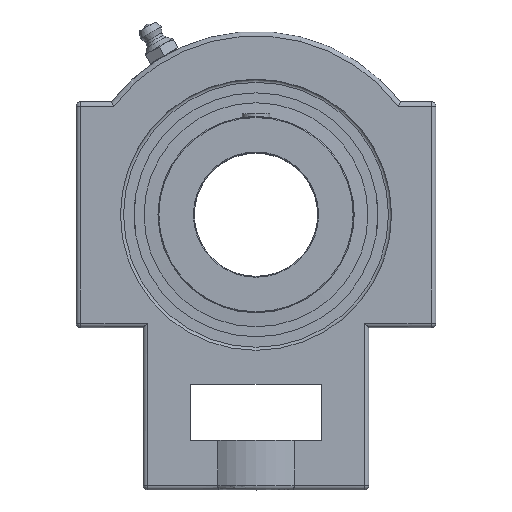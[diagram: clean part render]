
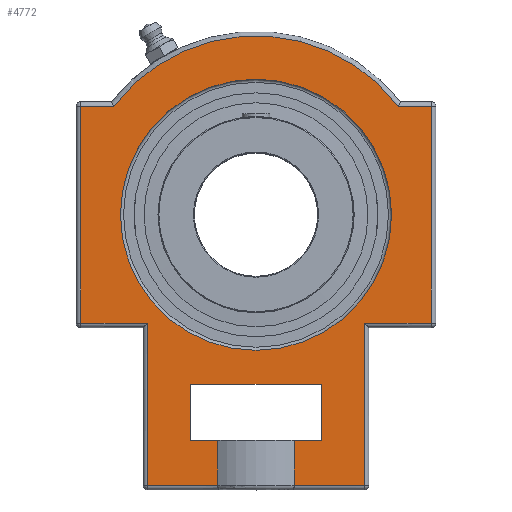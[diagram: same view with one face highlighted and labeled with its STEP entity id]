
A CAD part, top view. The second image highlights one B-rep face of the part: STEP entity #4772.
In plain terms, the highlighted face is planar.
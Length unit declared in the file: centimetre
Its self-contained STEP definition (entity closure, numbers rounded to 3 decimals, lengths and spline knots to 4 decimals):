
#777=CARTESIAN_POINT('',(0.,-3.8451,-1.5));
#778=VERTEX_POINT('',#777);
#788=CARTESIAN_POINT('',(0.,0.,-1.5));
#789=DIRECTION('',(0.,-0.,1.));
#790=DIRECTION('',(0.,1.,0.));
#791=AXIS2_PLACEMENT_3D('',#788,#789,#790);
#792=CIRCLE('',#791,3.8451);
#793=EDGE_CURVE('',#778,#778,#792,.T.);
#3490=CARTESIAN_POINT('',(-3.073,-7.673,-1.5));
#3491=VERTEX_POINT('',#3490);
#3516=CARTESIAN_POINT('',(3.073,-7.673,-1.5));
#3517=VERTEX_POINT('',#3516);
#3558=CARTESIAN_POINT('',(3.073,-3.073,-1.5));
#3559=VERTEX_POINT('',#3558);
#3560=CARTESIAN_POINT('',(3.073,-7.9397,-1.5));
#3561=DIRECTION('',(0.,1.,0.));
#3562=VECTOR('',#3561,13.2794);
#3563=LINE('',#3560,#3562);
#3564=EDGE_CURVE('',#3517,#3559,#3563,.T.);
#3592=CARTESIAN_POINT('',(-4.973,-3.073,-1.5));
#3593=VERTEX_POINT('',#3592);
#3618=CARTESIAN_POINT('',(4.973,-3.073,-1.5));
#3619=VERTEX_POINT('',#3618);
#3662=CARTESIAN_POINT('',(-4.973,3.073,-1.5));
#3663=VERTEX_POINT('',#3662);
#3688=CARTESIAN_POINT('',(4.973,3.073,-1.5));
#3689=VERTEX_POINT('',#3688);
#3730=CARTESIAN_POINT('',(4.0363,3.073,-1.5));
#3731=VERTEX_POINT('',#3730);
#3732=CARTESIAN_POINT('',(5.2397,3.073,-1.5));
#3733=DIRECTION('',(-1.,0.,0.));
#3734=VECTOR('',#3733,10.4794);
#3735=LINE('',#3732,#3734);
#3736=EDGE_CURVE('',#3689,#3731,#3735,.T.);
#3763=CARTESIAN_POINT('',(-4.0363,3.073,-1.5));
#3764=VERTEX_POINT('',#3763);
#3765=CARTESIAN_POINT('',(0.,0.,-1.5));
#3766=DIRECTION('',(0.,0.,1.));
#3767=DIRECTION('',(-0.,1.,0.));
#3768=AXIS2_PLACEMENT_3D('',#3765,#3766,#3767);
#3769=CIRCLE('',#3768,5.073);
#3770=EDGE_CURVE('',#3731,#3764,#3769,.T.);
#3807=CARTESIAN_POINT('',(5.2397,3.073,-1.5));
#3808=DIRECTION('',(-1.,0.,0.));
#3809=VECTOR('',#3808,10.4794);
#3810=LINE('',#3807,#3809);
#3811=EDGE_CURVE('',#3764,#3663,#3810,.T.);
#3869=CARTESIAN_POINT('',(4.973,-3.3676,-1.5));
#3870=DIRECTION('',(0.,1.,0.));
#3871=VECTOR('',#3870,6.7353);
#3872=LINE('',#3869,#3871);
#3873=EDGE_CURVE('',#3619,#3689,#3872,.T.);
#3923=CARTESIAN_POINT('',(-4.973,3.3676,-1.5));
#3924=DIRECTION('',(0.,-1.,0.));
#3925=VECTOR('',#3924,6.7353);
#3926=LINE('',#3923,#3925);
#3927=EDGE_CURVE('',#3663,#3593,#3926,.T.);
#3969=CARTESIAN_POINT('',(-5.2397,-3.073,-1.5));
#3970=DIRECTION('',(1.,0.,-0.));
#3971=VECTOR('',#3970,10.4794);
#3972=LINE('',#3969,#3971);
#3973=EDGE_CURVE('',#3559,#3619,#3972,.T.);
#4032=CARTESIAN_POINT('',(-3.073,-3.073,-1.5));
#4033=VERTEX_POINT('',#4032);
#4034=CARTESIAN_POINT('',(-5.2397,-3.073,-1.5));
#4035=DIRECTION('',(1.,0.,-0.));
#4036=VECTOR('',#4035,10.4794);
#4037=LINE('',#4034,#4036);
#4038=EDGE_CURVE('',#3593,#4033,#4037,.T.);
#4055=CARTESIAN_POINT('',(-3.073,5.3397,-1.5));
#4056=DIRECTION('',(0.,-1.,0.));
#4057=VECTOR('',#4056,13.2794);
#4058=LINE('',#4055,#4057);
#4059=EDGE_CURVE('',#4033,#3491,#4058,.T.);
#4099=CARTESIAN_POINT('',(1.0828,-7.673,-1.5));
#4100=VERTEX_POINT('',#4099);
#4101=CARTESIAN_POINT('',(-5.2397,-7.673,-1.5));
#4102=DIRECTION('',(1.,0.,-0.));
#4103=VECTOR('',#4102,10.4794);
#4104=LINE('',#4101,#4103);
#4105=EDGE_CURVE('',#4100,#3517,#4104,.T.);
#4172=CARTESIAN_POINT('',(-1.0828,-7.673,-1.5));
#4173=VERTEX_POINT('',#4172);
#4174=CARTESIAN_POINT('',(-5.2397,-7.673,-1.5));
#4175=DIRECTION('',(1.,0.,-0.));
#4176=VECTOR('',#4175,10.4794);
#4177=LINE('',#4174,#4176);
#4178=EDGE_CURVE('',#3491,#4173,#4177,.T.);
#4697=CARTESIAN_POINT('',(-2.1203,-1.8065,-1.5));
#4698=DIRECTION('',(0.,0.,1.));
#4699=DIRECTION('',(1.,0.,0.));
#4700=AXIS2_PLACEMENT_3D('',#4697,#4698,#4699);
#4701=PLANE('',#4700);
#4702=ORIENTED_EDGE('',*,*,#4178,.F.);
#4703=ORIENTED_EDGE('',*,*,#4059,.F.);
#4704=ORIENTED_EDGE('',*,*,#4038,.F.);
#4705=ORIENTED_EDGE('',*,*,#3927,.F.);
#4706=ORIENTED_EDGE('',*,*,#3811,.F.);
#4707=ORIENTED_EDGE('',*,*,#3770,.F.);
#4708=ORIENTED_EDGE('',*,*,#3736,.F.);
#4709=ORIENTED_EDGE('',*,*,#3873,.F.);
#4710=ORIENTED_EDGE('',*,*,#3973,.F.);
#4711=ORIENTED_EDGE('',*,*,#3564,.F.);
#4712=ORIENTED_EDGE('',*,*,#4105,.F.);
#4713=CARTESIAN_POINT('',(1.0828,-6.4,-1.5));
#4714=VERTEX_POINT('',#4713);
#4715=CARTESIAN_POINT('',(1.0828,-12352.1,-1.5));
#4716=DIRECTION('',(0.,1.,0.));
#4717=VECTOR('',#4716,24690.);
#4718=LINE('',#4715,#4717);
#4719=EDGE_CURVE('',#4100,#4714,#4718,.T.);
#4720=ORIENTED_EDGE('',*,*,#4719,.T.);
#4721=CARTESIAN_POINT('',(1.85,-6.4,-1.5));
#4722=VERTEX_POINT('',#4721);
#4723=CARTESIAN_POINT('',(12346.85,-6.4,-1.5));
#4724=DIRECTION('',(-1.,0.,0.));
#4725=VECTOR('',#4724,24690.);
#4726=LINE('',#4723,#4725);
#4727=EDGE_CURVE('',#4722,#4714,#4726,.T.);
#4728=ORIENTED_EDGE('',*,*,#4727,.F.);
#4729=CARTESIAN_POINT('',(1.85,-4.8,-1.5));
#4730=VERTEX_POINT('',#4729);
#4731=CARTESIAN_POINT('',(1.85,12340.2,-1.5));
#4732=DIRECTION('',(-0.,-1.,0.));
#4733=VECTOR('',#4732,24690.);
#4734=LINE('',#4731,#4733);
#4735=EDGE_CURVE('',#4730,#4722,#4734,.T.);
#4736=ORIENTED_EDGE('',*,*,#4735,.F.);
#4737=CARTESIAN_POINT('',(-1.85,-4.8,-1.5));
#4738=VERTEX_POINT('',#4737);
#4739=CARTESIAN_POINT('',(-12345.,-4.8,-1.5));
#4740=DIRECTION('',(1.,0.,-0.));
#4741=VECTOR('',#4740,24690.);
#4742=LINE('',#4739,#4741);
#4743=EDGE_CURVE('',#4738,#4730,#4742,.T.);
#4744=ORIENTED_EDGE('',*,*,#4743,.F.);
#4745=CARTESIAN_POINT('',(-1.85,-6.4,-1.5));
#4746=VERTEX_POINT('',#4745);
#4747=CARTESIAN_POINT('',(-1.85,-12349.8,-1.5));
#4748=DIRECTION('',(-0.,1.,0.));
#4749=VECTOR('',#4748,24690.);
#4750=LINE('',#4747,#4749);
#4751=EDGE_CURVE('',#4746,#4738,#4750,.T.);
#4752=ORIENTED_EDGE('',*,*,#4751,.F.);
#4753=CARTESIAN_POINT('',(-1.0828,-6.4,-1.5));
#4754=VERTEX_POINT('',#4753);
#4755=CARTESIAN_POINT('',(12346.85,-6.4,-1.5));
#4756=DIRECTION('',(-1.,0.,0.));
#4757=VECTOR('',#4756,24690.);
#4758=LINE('',#4755,#4757);
#4759=EDGE_CURVE('',#4754,#4746,#4758,.T.);
#4760=ORIENTED_EDGE('',*,*,#4759,.F.);
#4761=CARTESIAN_POINT('',(-1.0828,12337.9,-1.5));
#4762=DIRECTION('',(0.,-1.,0.));
#4763=VECTOR('',#4762,24690.);
#4764=LINE('',#4761,#4763);
#4765=EDGE_CURVE('',#4754,#4173,#4764,.T.);
#4766=ORIENTED_EDGE('',*,*,#4765,.T.);
#4767=EDGE_LOOP('',(#4702,#4703,#4704,#4705,#4706,#4707,#4708,#4709,#4710,#4711,#4712,#4720,#4728,#4736,#4744,#4752,#4760,#4766));
#4768=FACE_BOUND('',#4767,.T.);
#4769=ORIENTED_EDGE('',*,*,#793,.T.);
#4770=EDGE_LOOP('',(#4769));
#4771=FACE_BOUND('',#4770,.T.);
#4772=ADVANCED_FACE('',(#4768,#4771),#4701,.F.);
